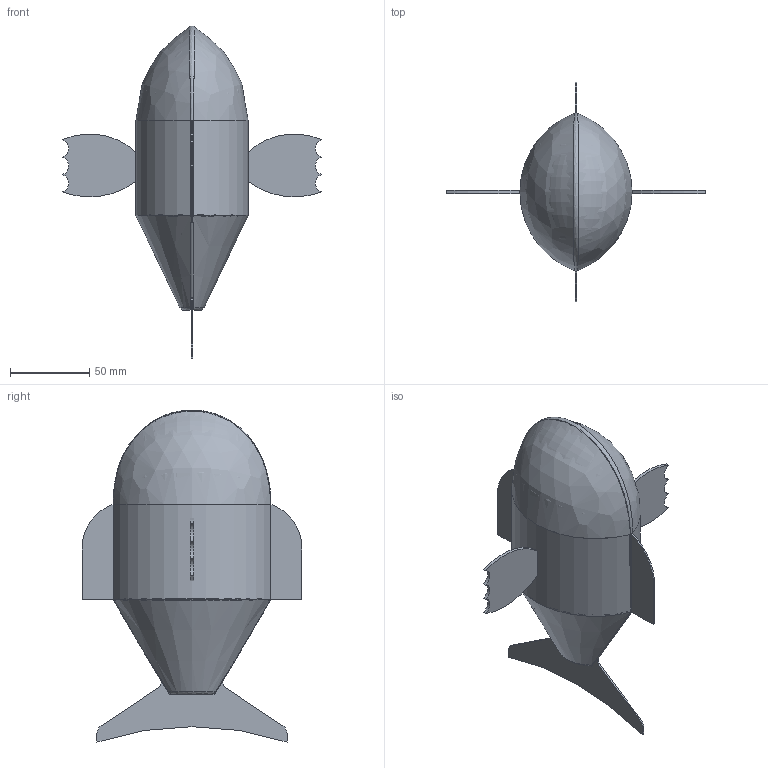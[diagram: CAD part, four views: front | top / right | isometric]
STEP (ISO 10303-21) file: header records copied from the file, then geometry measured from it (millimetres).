
FILE_DESCRIPTION((''),'2;1');
FILE_NAME('TAIL_END','2020-11-08T18:03:24',('NX DESIGN'),(''),'CREO PARAMETRIC BY PTC INC, 2020053','CREO PARAMETRIC BY PTC INC, 2020053','');
FILE_SCHEMA(('CONFIG_CONTROL_DESIGN'));
Length unit declared in the file: millimetre
Products named in the file (1): TAIL_END
Bounding box: 163.45 x 138.77 x 209.52 mm (x, y, z)
Volume: 32070.7 mm3; surface area: 95700.6 mm2
Topology: 5 solids, 6 shells, 88 faces, 202 edges, 122 vertices
Faces by surface type: plane 29, cylinder 23, bspline 22, extrusion 8, sphere 4, revolution 2
Entity records: 5087 total; most frequent: CARTESIAN_POINT 3247, ORIENTED_EDGE 404, DIRECTION 312, EDGE_CURVE 202, VERTEX_POINT 122, AXIS2_PLACEMENT_3D 114, EDGE_LOOP 88, FACE_OUTER_BOUND 88
